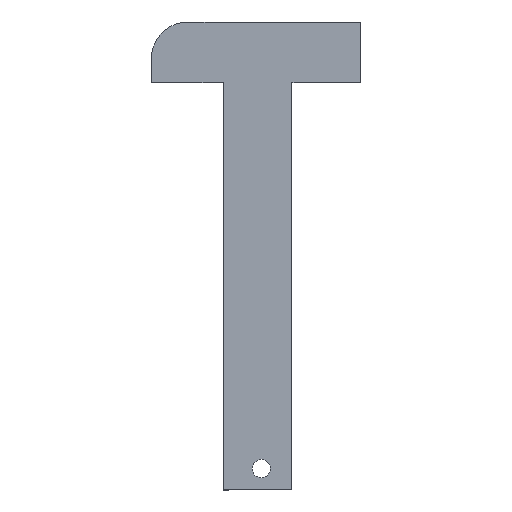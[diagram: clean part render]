
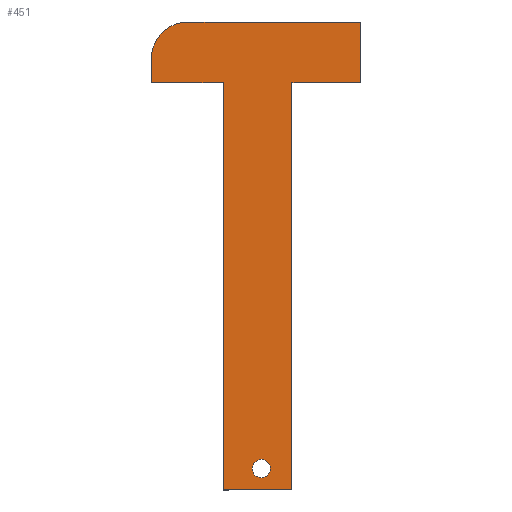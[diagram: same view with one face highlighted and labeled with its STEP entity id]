
A CAD part, front view. The second image highlights one B-rep face of the part: STEP entity #451.
In plain terms, the highlighted planar face has unit normal (0, -1, 0).
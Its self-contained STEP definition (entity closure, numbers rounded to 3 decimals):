
#22=FACE_BOUND('',#91,.T.);
#41=PLANE('',#497);
#64=FACE_OUTER_BOUND('',#90,.T.);
#90=EDGE_LOOP('',(#406,#407,#408,#409,#410,#411,#412,#413,#414));
#91=EDGE_LOOP('',(#415));
#123=LINE('',#696,#175);
#126=LINE('',#702,#178);
#129=LINE('',#708,#181);
#132=LINE('',#714,#184);
#135=LINE('',#720,#187);
#139=LINE('',#732,#191);
#142=LINE('',#738,#194);
#145=LINE('',#742,#197);
#175=VECTOR('',#571,10.);
#178=VECTOR('',#576,10.);
#181=VECTOR('',#581,10.);
#184=VECTOR('',#586,10.);
#187=VECTOR('',#591,10.);
#191=VECTOR('',#603,10.);
#194=VECTOR('',#608,10.);
#197=VECTOR('',#613,10.);
#201=CIRCLE('',#473,2.5);
#205=CIRCLE('',#493,10.);
#209=VERTEX_POINT('',#631);
#230=VERTEX_POINT('',#693);
#231=VERTEX_POINT('',#695);
#233=VERTEX_POINT('',#701);
#235=VERTEX_POINT('',#707);
#237=VERTEX_POINT('',#713);
#239=VERTEX_POINT('',#719);
#241=VERTEX_POINT('',#725);
#243=VERTEX_POINT('',#731);
#245=VERTEX_POINT('',#737);
#251=EDGE_CURVE('',#209,#209,#201,.T.);
#281=EDGE_CURVE('',#231,#230,#123,.T.);
#284=EDGE_CURVE('',#233,#231,#126,.T.);
#287=EDGE_CURVE('',#235,#233,#129,.T.);
#290=EDGE_CURVE('',#237,#235,#132,.T.);
#293=EDGE_CURVE('',#239,#237,#135,.T.);
#296=EDGE_CURVE('',#241,#239,#205,.T.);
#299=EDGE_CURVE('',#243,#241,#139,.T.);
#302=EDGE_CURVE('',#245,#243,#142,.T.);
#305=EDGE_CURVE('',#230,#245,#145,.T.);
#406=ORIENTED_EDGE('',*,*,#305,.T.);
#407=ORIENTED_EDGE('',*,*,#302,.T.);
#408=ORIENTED_EDGE('',*,*,#299,.T.);
#409=ORIENTED_EDGE('',*,*,#296,.T.);
#410=ORIENTED_EDGE('',*,*,#293,.T.);
#411=ORIENTED_EDGE('',*,*,#290,.T.);
#412=ORIENTED_EDGE('',*,*,#287,.T.);
#413=ORIENTED_EDGE('',*,*,#284,.T.);
#414=ORIENTED_EDGE('',*,*,#281,.T.);
#415=ORIENTED_EDGE('',*,*,#251,.T.);
#451=ADVANCED_FACE('',(#64,#22),#41,.T.);
#473=AXIS2_PLACEMENT_3D('',#633,#516,#517);
#493=AXIS2_PLACEMENT_3D('',#726,#597,#598);
#497=AXIS2_PLACEMENT_3D('',#743,#614,#615);
#516=DIRECTION('center_axis',(0.,1.,0.));
#517=DIRECTION('ref_axis',(-0.966,0.,-0.259));
#571=DIRECTION('',(0.,0.,1.));
#576=DIRECTION('',(1.,0.,0.));
#581=DIRECTION('',(0.,0.,-1.));
#586=DIRECTION('',(1.,0.,0.));
#591=DIRECTION('',(0.,0.,-1.));
#597=DIRECTION('center_axis',(0.,-1.,0.));
#598=DIRECTION('ref_axis',(0.,0.,1.));
#603=DIRECTION('',(-1.,0.,0.));
#608=DIRECTION('',(0.,0.,1.));
#613=DIRECTION('',(1.,0.,0.));
#614=DIRECTION('center_axis',(0.,-1.,0.));
#615=DIRECTION('ref_axis',(-1.,0.,0.));
#631=CARTESIAN_POINT('',(43.398,3.611,-58.97));
#633=CARTESIAN_POINT('Origin',(40.983,3.611,-59.617));
#693=CARTESIAN_POINT('',(49.342,3.611,45.757));
#695=CARTESIAN_POINT('',(49.342,3.611,-65.468));
#696=CARTESIAN_POINT('',(49.342,3.611,45.757));
#701=CARTESIAN_POINT('',(30.578,3.611,-65.468));
#702=CARTESIAN_POINT('',(49.342,3.611,-65.468));
#707=CARTESIAN_POINT('',(30.578,3.611,45.757));
#708=CARTESIAN_POINT('',(30.578,3.611,-65.468));
#713=CARTESIAN_POINT('',(10.923,3.611,45.757));
#714=CARTESIAN_POINT('',(68.107,3.611,45.757));
#719=CARTESIAN_POINT('',(10.923,3.611,52.35));
#720=CARTESIAN_POINT('',(10.923,3.611,45.757));
#725=CARTESIAN_POINT('',(20.923,3.611,62.35));
#726=CARTESIAN_POINT('Origin',(20.923,3.611,52.35));
#731=CARTESIAN_POINT('',(68.107,3.611,62.35));
#732=CARTESIAN_POINT('',(20.923,3.611,62.35));
#737=CARTESIAN_POINT('',(68.107,3.611,45.757));
#738=CARTESIAN_POINT('',(68.107,3.611,62.35));
#742=CARTESIAN_POINT('',(68.107,3.611,45.757));
#743=CARTESIAN_POINT('Origin',(39.515,3.611,-1.559));
